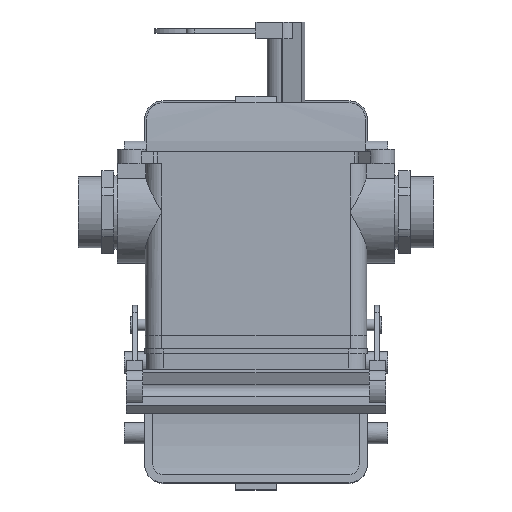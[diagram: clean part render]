
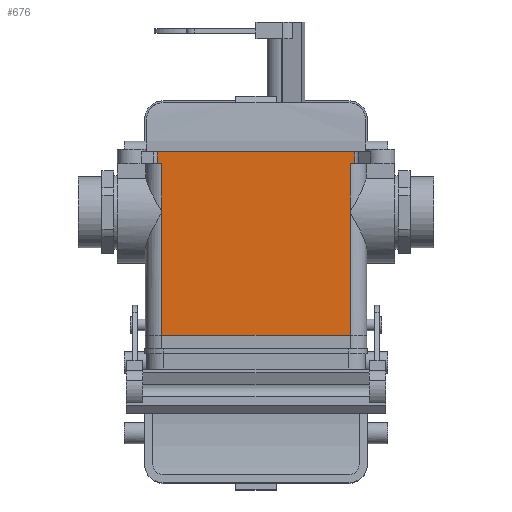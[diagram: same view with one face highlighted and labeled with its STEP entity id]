
A CAD part, top view. The second image highlights one B-rep face of the part: STEP entity #676.
In plain terms, the highlighted planar face has unit normal (0, 0, 1).
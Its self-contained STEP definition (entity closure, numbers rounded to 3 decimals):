
#676 = ADVANCED_FACE( '', ( #1488 ), #1489, .F. );
#1488 = FACE_OUTER_BOUND( '', #2446, .T. );
#1489 = PLANE( '', #2447 );
#2446 = EDGE_LOOP( '', ( #4317, #4318, #4319, #4320, #4321, #4322, #4323, #4324, #4325, #4326 ) );
#2447 = AXIS2_PLACEMENT_3D( '', #4327, #4328, #4329 );
#4317 = ORIENTED_EDGE( '', *, *, #5482, .T. );
#4318 = ORIENTED_EDGE( '', *, *, #5820, .T. );
#4319 = ORIENTED_EDGE( '', *, *, #5518, .F. );
#4320 = ORIENTED_EDGE( '', *, *, #5601, .T. );
#4321 = ORIENTED_EDGE( '', *, *, #6086, .T. );
#4322 = ORIENTED_EDGE( '', *, *, #5677, .F. );
#4323 = ORIENTED_EDGE( '', *, *, #6063, .F. );
#4324 = ORIENTED_EDGE( '', *, *, #6171, .F. );
#4325 = ORIENTED_EDGE( '', *, *, #6038, .F. );
#4326 = ORIENTED_EDGE( '', *, *, #6172, .T. );
#4327 = CARTESIAN_POINT( '', ( 42.515, -5., 21.5 ) );
#4328 = DIRECTION( '', ( 0., 0., -1. ) );
#4329 = DIRECTION( '', ( -1., 0., 0. ) );
#5482 = EDGE_CURVE( '', #6529, #6527, #6530, .T. );
#5518 = EDGE_CURVE( '', #6592, #6594, #6595, .T. );
#5601 = EDGE_CURVE( '', #6592, #6740, #6742, .T. );
#5677 = EDGE_CURVE( '', #6870, #6872, #6873, .T. );
#5820 = EDGE_CURVE( '', #6527, #6594, #7101, .F. );
#6038 = EDGE_CURVE( '', #7436, #7429, #7438, .T. );
#6063 = EDGE_CURVE( '', #7191, #6870, #7476, .T. );
#6086 = EDGE_CURVE( '', #6740, #6872, #7505, .T. );
#6171 = EDGE_CURVE( '', #7429, #7191, #7615, .T. );
#6172 = EDGE_CURVE( '', #7436, #6529, #7616, .T. );
#6527 = VERTEX_POINT( '', #8084 );
#6529 = VERTEX_POINT( '', #8086 );
#6530 = LINE( '', #8087, #8088 );
#6592 = VERTEX_POINT( '', #8164 );
#6594 = VERTEX_POINT( '', #8166 );
#6595 = LINE( '', #8167, #8168 );
#6740 = VERTEX_POINT( '', #8386 );
#6742 = LINE( '', #8407, #8408 );
#6870 = VERTEX_POINT( '', #8592 );
#6872 = VERTEX_POINT( '', #8594 );
#6873 = LINE( '', #8595, #8596 );
#7101 = LINE( '', #8894, #8895 );
#7191 = VERTEX_POINT( '', #9055 );
#7429 = VERTEX_POINT( '', #9478 );
#7436 = VERTEX_POINT( '', #9487 );
#7438 = LINE( '', #9489, #9490 );
#7476 = LINE( '', #9537, #9538 );
#7505 = LINE( '', #9625, #9626 );
#7615 = LINE( '', #9848, #9849 );
#7616 = LINE( '', #9850, #9851 );
#8084 = CARTESIAN_POINT( '', ( -41.686, 0., 21.5 ) );
#8086 = CARTESIAN_POINT( '', ( 41.686, 0., 21.5 ) );
#8087 = CARTESIAN_POINT( '', ( 42.515, 0., 21.5 ) );
#8088 = VECTOR( '', #10435, 1000. );
#8164 = CARTESIAN_POINT( '', ( -39.65, -5., 21.5 ) );
#8166 = CARTESIAN_POINT( '', ( -41.686, -5., 21.5 ) );
#8167 = CARTESIAN_POINT( '', ( 42.515, -5., 21.5 ) );
#8168 = VECTOR( '', #10495, 1000. );
#8386 = CARTESIAN_POINT( '', ( -39.65, -25.5, 21.5 ) );
#8407 = CARTESIAN_POINT( '', ( -39.65, 74.914, 21.5 ) );
#8408 = VECTOR( '', #10593, 1000. );
#8592 = CARTESIAN_POINT( '', ( 39.65, -77.4, 21.5 ) );
#8594 = CARTESIAN_POINT( '', ( -39.65, -77.4, 21.5 ) );
#8595 = CARTESIAN_POINT( '', ( -39.65, -77.4, 21.5 ) );
#8596 = VECTOR( '', #10709, 1000. );
#8894 = CARTESIAN_POINT( '', ( -41.686, -5., 21.5 ) );
#8895 = VECTOR( '', #10900, 1000. );
#9055 = CARTESIAN_POINT( '', ( 39.65, -25.5, 21.5 ) );
#9478 = CARTESIAN_POINT( '', ( 39.65, -5., 21.5 ) );
#9487 = CARTESIAN_POINT( '', ( 41.686, -5., 21.5 ) );
#9489 = CARTESIAN_POINT( '', ( 42.515, -5., 21.5 ) );
#9490 = VECTOR( '', #11147, 1000. );
#9537 = CARTESIAN_POINT( '', ( 39.65, 74.914, 21.5 ) );
#9538 = VECTOR( '', #11181, 1000. );
#9625 = CARTESIAN_POINT( '', ( -39.65, 74.914, 21.5 ) );
#9626 = VECTOR( '', #11200, 1000. );
#9848 = CARTESIAN_POINT( '', ( 39.65, 74.914, 21.5 ) );
#9849 = VECTOR( '', #11284, 1000. );
#9850 = CARTESIAN_POINT( '', ( 41.686, 0., 21.5 ) );
#9851 = VECTOR( '', #11285, 1000. );
#10435 = DIRECTION( '', ( -1., 0., 0. ) );
#10495 = DIRECTION( '', ( -1., 0., 0. ) );
#10593 = DIRECTION( '', ( 0., -1., 0. ) );
#10709 = DIRECTION( '', ( -1., 0., 0. ) );
#10900 = DIRECTION( '', ( 0., 1., 0. ) );
#11147 = DIRECTION( '', ( -1., 0., 0. ) );
#11181 = DIRECTION( '', ( 0., -1., 0. ) );
#11200 = DIRECTION( '', ( 0., -1., 0. ) );
#11284 = DIRECTION( '', ( 0., -1., 0. ) );
#11285 = DIRECTION( '', ( 0., 1., 0. ) );
